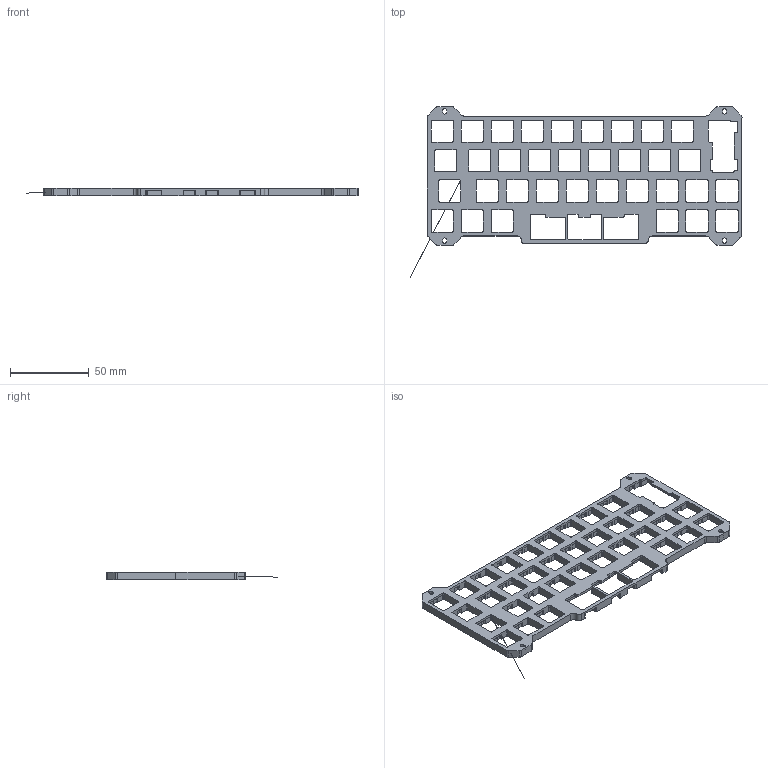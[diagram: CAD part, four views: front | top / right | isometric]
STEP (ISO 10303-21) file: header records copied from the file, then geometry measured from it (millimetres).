
FILE_DESCRIPTION(/* description */ (''),/* implementation_level */ '2;1');
FILE_NAME(/* name */ 'cutiepie-uniform-stagger-thick-plate v1.step',/* time_stamp */ '2024-01-21T14:48:38-05:00',/* author */ (''),/* organization */ (''),/* preprocessor_version */ 'ST-DEVELOPER v20',/* originating_system */ 'Autodesk Translation Framework v12.14.0.127',/* authorisation */ '');
FILE_SCHEMA (('AUTOMOTIVE_DESIGN { 1 0 10303 214 3 1 1 }'));
Length unit declared in the file: millimetre
Products named in the file (1): cutiepie-uniform-stagger-thick-plate
Bounding box: 210.9 x 108.51 x 5 mm (x, y, z)
Volume: 36203.5 mm3; surface area: 29892.7 mm2
Topology: 1 solids, 1 shells, 1124 faces, 3346 edges, 2225 vertices
Faces by surface type: plane 579, bspline 529, cylinder 16
Entity records: 40730 total; most frequent: CARTESIAN_POINT 14268, ORIENTED_EDGE 6692, DIRECTION 3389, EDGE_CURVE 3346, VERTEX_POINT 2225, LINE 2133, VECTOR 2133, EDGE_LOOP 1209
